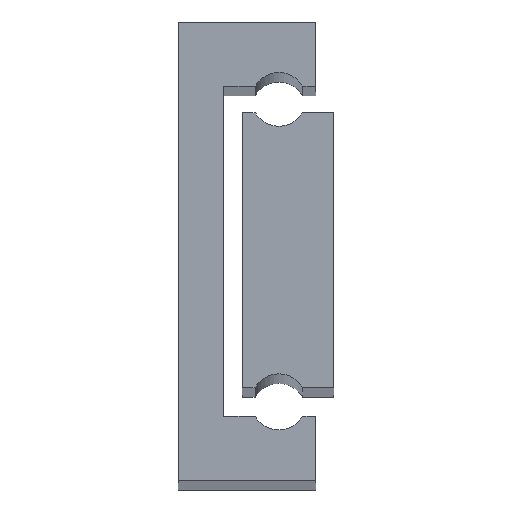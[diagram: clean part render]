
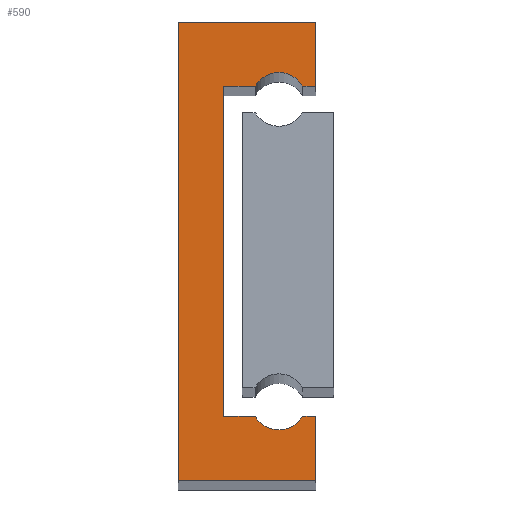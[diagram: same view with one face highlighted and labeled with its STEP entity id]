
A CAD part, top view. The second image highlights one B-rep face of the part: STEP entity #590.
In plain terms, the highlighted planar face has unit normal (0, 0, 1).
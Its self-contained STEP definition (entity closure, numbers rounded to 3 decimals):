
#23 = VECTOR ( 'NONE', #445, 1000. ) ;
#77 = EDGE_CURVE ( 'NONE', #1034, #1186, #1881, .T. ) ;
#148 = VECTOR ( 'NONE', #1009, 1000. ) ;
#172 = EDGE_CURVE ( 'NONE', #1333, #223, #1743, .T. ) ;
#193 = DIRECTION ( 'NONE',  ( 1., 0., 0. ) ) ;
#223 = VERTEX_POINT ( 'NONE', #328 ) ;
#263 = CARTESIAN_POINT ( 'NONE',  ( 8.402, 7., 300. ) ) ;
#278 = VECTOR ( 'NONE', #388, 1000. ) ;
#298 = DIRECTION ( 'NONE',  ( -1., 0., 0. ) ) ;
#314 = EDGE_LOOP ( 'NONE', ( #853, #1970, #724, #1562, #731, #472, #604, #522, #708, #428, #1715, #1676 ) ) ;
#328 = CARTESIAN_POINT ( 'NONE',  ( 8.402, 7., 300. ) ) ;
#388 = DIRECTION ( 'NONE',  ( 0., 1., 0. ) ) ;
#391 = CARTESIAN_POINT ( 'NONE',  ( 11., 41.5, 300. ) ) ;
#408 = DIRECTION ( 'NONE',  ( -1., 0., 0. ) ) ;
#425 = CARTESIAN_POINT ( 'NONE',  ( 0., 0., 300. ) ) ;
#428 = ORIENTED_EDGE ( 'NONE', *, *, #1099, .T. ) ;
#429 = VERTEX_POINT ( 'NONE', #1401 ) ;
#445 = DIRECTION ( 'NONE',  ( 0., -1., 0. ) ) ;
#472 = ORIENTED_EDGE ( 'NONE', *, *, #607, .T. ) ;
#494 = CARTESIAN_POINT ( 'NONE',  ( 15., 0., 300. ) ) ;
#503 = DIRECTION ( 'NONE',  ( 1., 0., 0. ) ) ;
#505 = EDGE_CURVE ( 'NONE', #592, #1667, #1137, .T. ) ;
#522 = ORIENTED_EDGE ( 'NONE', *, *, #1455, .T. ) ;
#562 = DIRECTION ( 'NONE',  ( 0., 0., -1. ) ) ;
#571 = CARTESIAN_POINT ( 'NONE',  ( 0., 0., 300. ) ) ;
#590 = ADVANCED_FACE ( 'NONE', ( #1306 ), #1924, .F. ) ;
#592 = VERTEX_POINT ( 'NONE', #1183 ) ;
#604 = ORIENTED_EDGE ( 'NONE', *, *, #505, .T. ) ;
#607 = EDGE_CURVE ( 'NONE', #223, #592, #1815, .T. ) ;
#612 = CARTESIAN_POINT ( 'NONE',  ( 11., 8.5, 300. ) ) ;
#641 = VECTOR ( 'NONE', #298, 1000. ) ;
#671 = CARTESIAN_POINT ( 'NONE',  ( 11., 41.5, 300. ) ) ;
#673 = CARTESIAN_POINT ( 'NONE',  ( 15., 7., 300. ) ) ;
#687 = DIRECTION ( 'NONE',  ( -1., 0., 0. ) ) ;
#708 = ORIENTED_EDGE ( 'NONE', *, *, #1802, .T. ) ;
#724 = ORIENTED_EDGE ( 'NONE', *, *, #1085, .T. ) ;
#730 = CARTESIAN_POINT ( 'NONE',  ( 15., 43., 300. ) ) ;
#731 = ORIENTED_EDGE ( 'NONE', *, *, #172, .T. ) ;
#781 = CARTESIAN_POINT ( 'NONE',  ( 8.402, 43., 300. ) ) ;
#821 = VERTEX_POINT ( 'NONE', #1621 ) ;
#841 = DIRECTION ( 'NONE',  ( -1., 0., 0. ) ) ;
#844 = CARTESIAN_POINT ( 'NONE',  ( 15., 0., 300. ) ) ;
#853 = ORIENTED_EDGE ( 'NONE', *, *, #1518, .T. ) ;
#961 = CARTESIAN_POINT ( 'NONE',  ( 5., 7., 300. ) ) ;
#992 = DIRECTION ( 'NONE',  ( 1., 0., 0. ) ) ;
#1009 = DIRECTION ( 'NONE',  ( 1., 0., 0. ) ) ;
#1020 = EDGE_CURVE ( 'NONE', #429, #1333, #1604, .T. ) ;
#1034 = VERTEX_POINT ( 'NONE', #571 ) ;
#1055 = VECTOR ( 'NONE', #992, 1000. ) ;
#1070 = AXIS2_PLACEMENT_3D ( 'NONE', #671, #562, #408 ) ;
#1082 = VERTEX_POINT ( 'NONE', #1766 ) ;
#1085 = EDGE_CURVE ( 'NONE', #1186, #429, #1949, .T. ) ;
#1099 = EDGE_CURVE ( 'NONE', #1735, #1670, #1341, .T. ) ;
#1121 = EDGE_CURVE ( 'NONE', #1670, #1082, #1759, .T. ) ;
#1130 = LINE ( 'NONE', #425, #23 ) ;
#1137 = LINE ( 'NONE', #961, #1739 ) ;
#1141 = CARTESIAN_POINT ( 'NONE',  ( 15., 43., 300. ) ) ;
#1163 = CARTESIAN_POINT ( 'NONE',  ( 13.598, 7., 300. ) ) ;
#1165 = VECTOR ( 'NONE', #503, 1000. ) ;
#1183 = CARTESIAN_POINT ( 'NONE',  ( 5., 7., 300. ) ) ;
#1186 = VERTEX_POINT ( 'NONE', #494 ) ;
#1250 = VECTOR ( 'NONE', #687, 1000. ) ;
#1271 = CARTESIAN_POINT ( 'NONE',  ( 13.598, 43., 300. ) ) ;
#1305 = LINE ( 'NONE', #1314, #148 ) ;
#1306 = FACE_OUTER_BOUND ( 'NONE', #314, .T. ) ;
#1314 = CARTESIAN_POINT ( 'NONE',  ( 8.402, 43., 300. ) ) ;
#1320 = CARTESIAN_POINT ( 'NONE',  ( 15., 50., 300. ) ) ;
#1333 = VERTEX_POINT ( 'NONE', #1163 ) ;
#1341 = LINE ( 'NONE', #1141, #1055 ) ;
#1366 = CARTESIAN_POINT ( 'NONE',  ( 5., 43., 300. ) ) ;
#1374 = DIRECTION ( 'NONE',  ( -1., 0., 0. ) ) ;
#1385 = LINE ( 'NONE', #1529, #1778 ) ;
#1401 = CARTESIAN_POINT ( 'NONE',  ( 15., 7., 300. ) ) ;
#1447 = DIRECTION ( 'NONE',  ( 0., 1., 0. ) ) ;
#1455 = EDGE_CURVE ( 'NONE', #1667, #1691, #1305, .T. ) ;
#1480 = AXIS2_PLACEMENT_3D ( 'NONE', #612, #1552, #193 ) ;
#1518 = EDGE_CURVE ( 'NONE', #821, #1034, #1130, .T. ) ;
#1529 = CARTESIAN_POINT ( 'NONE',  ( 0., 50., 300. ) ) ;
#1552 = DIRECTION ( 'NONE',  ( 0., 0., -1. ) ) ;
#1562 = ORIENTED_EDGE ( 'NONE', *, *, #1020, .T. ) ;
#1604 = LINE ( 'NONE', #673, #1250 ) ;
#1613 = DIRECTION ( 'NONE',  ( 0., 0., -1. ) ) ;
#1621 = CARTESIAN_POINT ( 'NONE',  ( 0., 50., 300. ) ) ;
#1632 = EDGE_CURVE ( 'NONE', #1082, #821, #1385, .T. ) ;
#1667 = VERTEX_POINT ( 'NONE', #1366 ) ;
#1670 = VERTEX_POINT ( 'NONE', #730 ) ;
#1676 = ORIENTED_EDGE ( 'NONE', *, *, #1632, .T. ) ;
#1687 = CIRCLE ( 'NONE', #1070, 3. ) ;
#1691 = VERTEX_POINT ( 'NONE', #781 ) ;
#1715 = ORIENTED_EDGE ( 'NONE', *, *, #1121, .T. ) ;
#1723 = CARTESIAN_POINT ( 'NONE',  ( 0., 0., 300. ) ) ;
#1733 = DIRECTION ( 'NONE',  ( 0., 1., 0. ) ) ;
#1735 = VERTEX_POINT ( 'NONE', #1271 ) ;
#1739 = VECTOR ( 'NONE', #1733, 1000. ) ;
#1743 = CIRCLE ( 'NONE', #1480, 3. ) ;
#1759 = LINE ( 'NONE', #1320, #278 ) ;
#1766 = CARTESIAN_POINT ( 'NONE',  ( 15., 50., 300. ) ) ;
#1778 = VECTOR ( 'NONE', #1374, 1000. ) ;
#1802 = EDGE_CURVE ( 'NONE', #1691, #1735, #1687, .T. ) ;
#1815 = LINE ( 'NONE', #263, #641 ) ;
#1837 = AXIS2_PLACEMENT_3D ( 'NONE', #391, #1613, #841 ) ;
#1881 = LINE ( 'NONE', #1723, #1165 ) ;
#1924 = PLANE ( 'NONE',  #1837 ) ;
#1935 = VECTOR ( 'NONE', #1447, 1000. ) ;
#1949 = LINE ( 'NONE', #844, #1935 ) ;
#1970 = ORIENTED_EDGE ( 'NONE', *, *, #77, .T. ) ;
